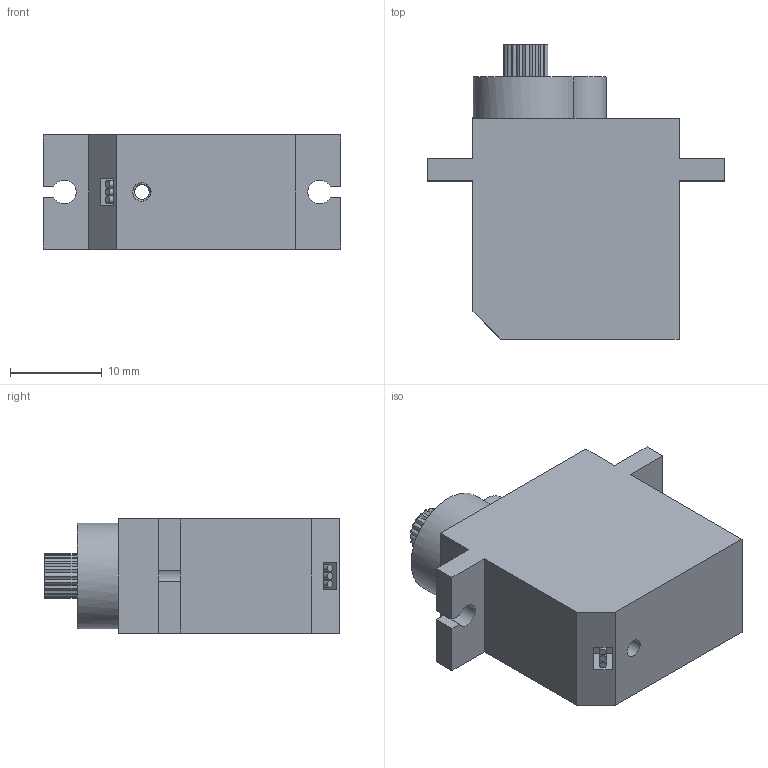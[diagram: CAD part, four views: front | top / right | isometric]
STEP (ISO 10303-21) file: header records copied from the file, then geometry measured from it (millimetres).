
FILE_DESCRIPTION(/* description */ (''),/* implementation_level */ '2;1');
FILE_NAME(/* name */ 'Servo SG92R v12.stp',/* time_stamp */ '2022-06-18T23:04:03+02:00',/* author */ (''),/* organization */ (''),/* preprocessor_version */ 'ST-DEVELOPER v19',/* originating_system */ 'Autodesk Translation Framework v11.7.0.108',/* authorisation */ '');
FILE_SCHEMA (('AUTOMOTIVE_DESIGN { 1 0 10303 214 3 1 1 }'));
Length unit declared in the file: millimetre
Products named in the file (4): Servo SG92R; Servo; Shaft; Joint
Assembly tree (3 placements, depth 3):
  Servo SG92R
    Servo
      Shaft
      Joint
Bounding box: 32.4 x 32 x 12.4 mm (x, y, z)
Volume: 7354.9 mm3; surface area: 3053.8 mm2
Topology: 3 solids, 3 shells, 97 faces, 264 edges, 175 vertices
Faces by surface type: bspline 42, plane 36, cylinder 19
Full cylindrical faces by diameter (mm): 0.75 x3, 2 x8
Entity records: 5102 total; most frequent: CARTESIAN_POINT 2945, ORIENTED_EDGE 528, DIRECTION 312, EDGE_CURVE 264, VERTEX_POINT 175, LINE 136, VECTOR 136, EDGE_LOOP 105
